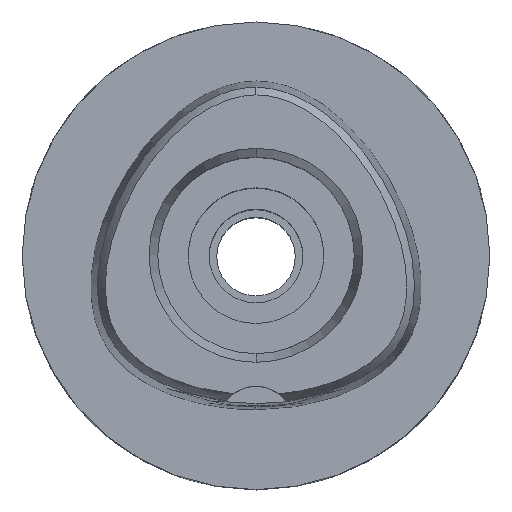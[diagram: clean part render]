
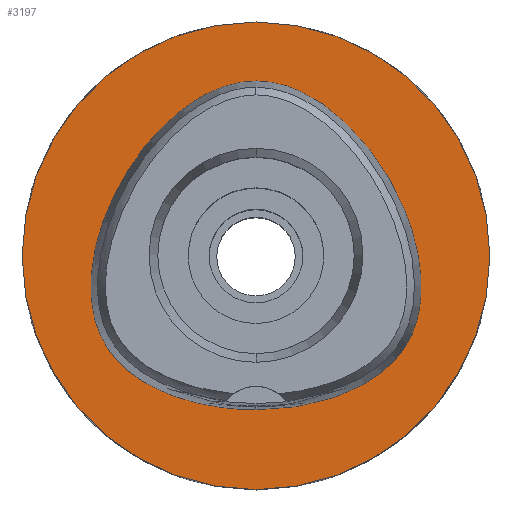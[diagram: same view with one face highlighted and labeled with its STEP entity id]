
A CAD part, top view. The second image highlights one B-rep face of the part: STEP entity #3197.
In plain terms, the highlighted planar face has unit normal (0, 0, 1).
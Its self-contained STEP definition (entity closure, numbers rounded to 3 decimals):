
#89 = CARTESIAN_POINT ( 'NONE',  ( 8.947, -15.039, 0. ) ) ;
#122 = AXIS2_PLACEMENT_3D ( 'NONE', #1253, #3195, #204 ) ;
#157 = CARTESIAN_POINT ( 'NONE',  ( 0., -16.455, 0. ) ) ;
#178 = CARTESIAN_POINT ( 'NONE',  ( 0., 18.695, 0. ) ) ;
#188 = CARTESIAN_POINT ( 'NONE',  ( -16.517, 3.703, 0. ) ) ;
#204 = DIRECTION ( 'NONE',  ( 0., 1., 0. ) ) ;
#223 = DIRECTION ( 'NONE',  ( 0., -1., 0. ) ) ;
#244 = CARTESIAN_POINT ( 'NONE',  ( -17.564, -5.456, 0. ) ) ;
#301 = CARTESIAN_POINT ( 'NONE',  ( -1.684, -16.455, 0. ) ) ;
#369 = EDGE_CURVE ( 'NONE', #1445, #4119, #2058, .T. ) ;
#590 = CARTESIAN_POINT ( 'NONE',  ( 0., 0., 0. ) ) ;
#671 = CARTESIAN_POINT ( 'NONE',  ( -16.206, -9.357, 0. ) ) ;
#860 = CARTESIAN_POINT ( 'NONE',  ( 17.711, -3.269, 0. ) ) ;
#928 = CARTESIAN_POINT ( 'NONE',  ( 16.669, -8.446, 0. ) ) ;
#1100 = EDGE_CURVE ( 'NONE', #4265, #2264, #4491, .T. ) ;
#1130 = PLANE ( 'NONE',  #2748 ) ;
#1234 = CARTESIAN_POINT ( 'NONE',  ( 17.564, -5.456, 0. ) ) ;
#1253 = CARTESIAN_POINT ( 'NONE',  ( 0., 0., 0. ) ) ;
#1423 = CARTESIAN_POINT ( 'NONE',  ( -7.968, 15.831, 0. ) ) ;
#1445 = VERTEX_POINT ( 'NONE', #4134 ) ;
#1591 = EDGE_LOOP ( 'NONE', ( #3015, #3692 ) ) ;
#1615 = CARTESIAN_POINT ( 'NONE',  ( 5.051, -16.156, 0. ) ) ;
#1688 = CARTESIAN_POINT ( 'NONE',  ( 13.507, -12.483, 0. ) ) ;
#1744 = EDGE_CURVE ( 'NONE', #2264, #4265, #4719, .T. ) ;
#1745 = CARTESIAN_POINT ( 'NONE',  ( -14.38, 8.302, 0. ) ) ;
#1766 = CARTESIAN_POINT ( 'NONE',  ( -13.507, -12.483, 0. ) ) ;
#1794 = CARTESIAN_POINT ( 'NONE',  ( -15.649, -10.213, 0. ) ) ;
#2004 = CARTESIAN_POINT ( 'NONE',  ( 14.788, -11.282, 0. ) ) ;
#2058 = CIRCLE ( 'NONE', #122, 25. ) ;
#2083 = CARTESIAN_POINT ( 'NONE',  ( 0.68, 18.695, 0. ) ) ;
#2089 = CARTESIAN_POINT ( 'NONE',  ( -17.498, -0.229, 0. ) ) ;
#2114 = CARTESIAN_POINT ( 'NONE',  ( -14.788, -11.282, 0. ) ) ;
#2119 = DIRECTION ( 'NONE',  ( 0., 0., -1. ) ) ;
#2140 = CARTESIAN_POINT ( 'NONE',  ( -11.466, 12.452, 0. ) ) ;
#2227 = FACE_OUTER_BOUND ( 'NONE', #4725, .T. ) ;
#2264 = VERTEX_POINT ( 'NONE', #3792 ) ;
#2375 = CARTESIAN_POINT ( 'NONE',  ( 7.968, 15.831, 0. ) ) ;
#2379 = DIRECTION ( 'NONE',  ( 0., -1., 0. ) ) ;
#2445 = CARTESIAN_POINT ( 'NONE',  ( 17.165, -7.166, 0. ) ) ;
#2475 = CARTESIAN_POINT ( 'NONE',  ( -17.711, -3.269, 0. ) ) ;
#2607 = CARTESIAN_POINT ( 'NONE',  ( 0., -25., 0. ) ) ;
#2748 = AXIS2_PLACEMENT_3D ( 'NONE', #3757, #4539, #2379 ) ;
#2749 = CARTESIAN_POINT ( 'NONE',  ( 4.729, 17.735, 0. ) ) ;
#2790 = CARTESIAN_POINT ( 'NONE',  ( 16.517, 3.703, 0. ) ) ;
#2913 = CIRCLE ( 'NONE', #4943, 25. ) ;
#2942 = CARTESIAN_POINT ( 'NONE',  ( -2.041, 18.55, 0. ) ) ;
#3015 = ORIENTED_EDGE ( 'NONE', *, *, #1100, .F. ) ;
#3127 = CARTESIAN_POINT ( 'NONE',  ( 11.687, -13.704, 0. ) ) ;
#3130 = EDGE_CURVE ( 'NONE', #4119, #1445, #2913, .T. ) ;
#3195 = DIRECTION ( 'NONE',  ( 0., 0., -1. ) ) ;
#3197 = ADVANCED_FACE ( 'NONE', ( #2227, #3780 ), #1130, .F. ) ;
#3204 = ORIENTED_EDGE ( 'NONE', *, *, #3130, .F. ) ;
#3313 = CARTESIAN_POINT ( 'NONE',  ( -8.947, -15.039, 0. ) ) ;
#3344 = CARTESIAN_POINT ( 'NONE',  ( -16.669, -8.446, 0. ) ) ;
#3474 = ORIENTED_EDGE ( 'NONE', *, *, #369, .F. ) ;
#3526 = CARTESIAN_POINT ( 'NONE',  ( 2.041, 18.55, 0. ) ) ;
#3610 = CARTESIAN_POINT ( 'NONE',  ( 0., -16.455, 0. ) ) ;
#3671 = CARTESIAN_POINT ( 'NONE',  ( -11.687, -13.704, 0. ) ) ;
#3692 = ORIENTED_EDGE ( 'NONE', *, *, #1744, .F. ) ;
#3757 = CARTESIAN_POINT ( 'NONE',  ( 0., 0., 0. ) ) ;
#3780 = FACE_BOUND ( 'NONE', #1591, .T. ) ;
#3792 = CARTESIAN_POINT ( 'NONE',  ( 0., -16.455, 0. ) ) ;
#3928 = CARTESIAN_POINT ( 'NONE',  ( 1.684, -16.455, 0. ) ) ;
#3983 = CARTESIAN_POINT ( 'NONE',  ( 11.466, 12.452, 0. ) ) ;
#4049 = CARTESIAN_POINT ( 'NONE',  ( -0.68, 18.695, 0. ) ) ;
#4119 = VERTEX_POINT ( 'NONE', #2607 ) ;
#4134 = CARTESIAN_POINT ( 'NONE',  ( 0., 25., 0. ) ) ;
#4265 = VERTEX_POINT ( 'NONE', #4328 ) ;
#4328 = CARTESIAN_POINT ( 'NONE',  ( 0., 18.695, 0. ) ) ;
#4337 = CARTESIAN_POINT ( 'NONE',  ( 14.38, 8.302, 0. ) ) ;
#4368 = CARTESIAN_POINT ( 'NONE',  ( 15.649, -10.213, 0. ) ) ;
#4427 = CARTESIAN_POINT ( 'NONE',  ( -17.165, -7.166, 0. ) ) ;
#4491 = B_SPLINE_CURVE_WITH_KNOTS ( 'NONE', 3,
 ( #4895, #4049, #2942, #4829, #1423, #2140, #1745, #188, #2089, #2475, #244, #4427, #3344, #671, #1794, #2114, #1766, #3671, #3313, #4865, #301, #3610 ),
 .UNSPECIFIED., .F., .F.,
 ( 4, 1, 1, 1, 1, 1, 1, 1, 1, 1, 1, 1, 1, 1, 1, 1, 1, 1, 1, 4 ),
 ( 0., 0.042, 0.083, 0.167, 0.25, 0.333, 0.417, 0.5, 0.542, 0.583, 0.625, 0.646, 0.667, 0.688, 0.708, 0.75, 0.792, 0.833, 0.917, 1. ),
 .UNSPECIFIED. ) ;
#4539 = DIRECTION ( 'NONE',  ( 0., 0., -1. ) ) ;
#4670 = CARTESIAN_POINT ( 'NONE',  ( 16.206, -9.357, 0. ) ) ;
#4719 = B_SPLINE_CURVE_WITH_KNOTS ( 'NONE', 3,
 ( #157, #3928, #1615, #89, #3127, #1688, #2004, #4368, #4670, #928, #2445, #1234, #860, #4721, #2790, #4337, #3983, #2375, #2749, #3526, #2083, #178 ),
 .UNSPECIFIED., .F., .F.,
 ( 4, 1, 1, 1, 1, 1, 1, 1, 1, 1, 1, 1, 1, 1, 1, 1, 1, 1, 1, 4 ),
 ( 0., 0.083, 0.167, 0.208, 0.25, 0.292, 0.312, 0.333, 0.354, 0.375, 0.417, 0.458, 0.5, 0.583, 0.667, 0.75, 0.833, 0.917, 0.958, 1. ),
 .UNSPECIFIED. ) ;
#4721 = CARTESIAN_POINT ( 'NONE',  ( 17.498, -0.229, 0. ) ) ;
#4725 = EDGE_LOOP ( 'NONE', ( #3474, #3204 ) ) ;
#4829 = CARTESIAN_POINT ( 'NONE',  ( -4.729, 17.735, 0. ) ) ;
#4865 = CARTESIAN_POINT ( 'NONE',  ( -5.051, -16.156, 0. ) ) ;
#4895 = CARTESIAN_POINT ( 'NONE',  ( 0., 18.695, 0. ) ) ;
#4943 = AXIS2_PLACEMENT_3D ( 'NONE', #590, #2119, #223 ) ;
